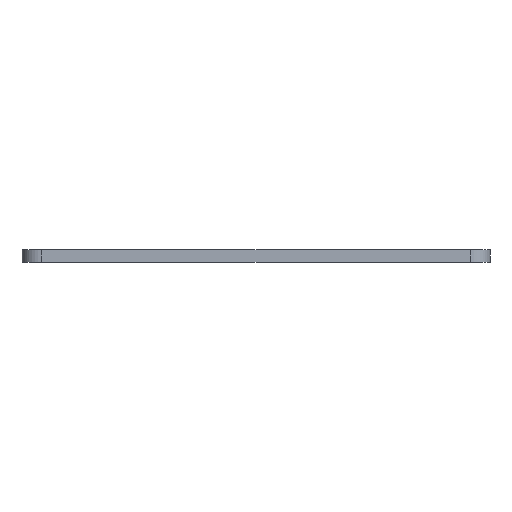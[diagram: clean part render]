
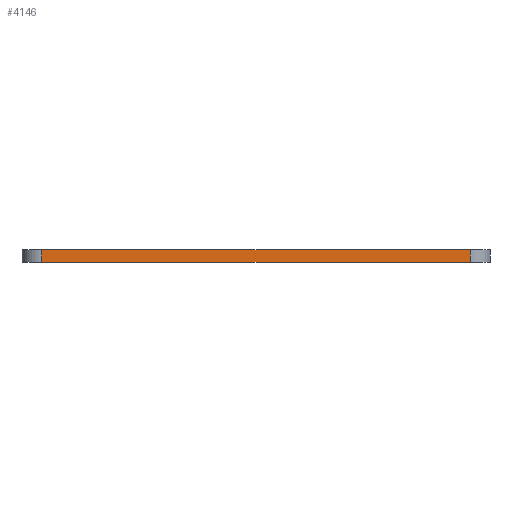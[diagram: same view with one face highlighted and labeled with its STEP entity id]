
A CAD part, front view. The second image highlights one B-rep face of the part: STEP entity #4146.
In plain terms, the highlighted planar face has unit normal (0, -1, 0).
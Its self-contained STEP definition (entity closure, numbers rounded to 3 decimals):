
#83 = PLANE('',#84);
#84 = AXIS2_PLACEMENT_3D('',#85,#86,#87);
#85 = CARTESIAN_POINT('',(148.439,-105.003,1.6));
#86 = DIRECTION('',(0.,0.,1.));
#87 = DIRECTION('',(1.,0.,-0.));
#137 = PLANE('',#138);
#138 = AXIS2_PLACEMENT_3D('',#139,#140,#141);
#139 = CARTESIAN_POINT('',(148.439,-105.003,0.));
#140 = DIRECTION('',(0.,0.,1.));
#141 = DIRECTION('',(1.,0.,-0.));
#388 = VERTEX_POINT('',#389);
#389 = CARTESIAN_POINT('',(120.879,-116.434,0.));
#404 = CYLINDRICAL_SURFACE('',#405,2.54);
#405 = AXIS2_PLACEMENT_3D('',#406,#407,#408);
#406 = CARTESIAN_POINT('',(120.879,-113.894,0.));
#407 = DIRECTION('',(-0.,-0.,-1.));
#408 = DIRECTION('',(1.,0.,-0.));
#416 = EDGE_CURVE('',#388,#417,#419,.T.);
#417 = VERTEX_POINT('',#418);
#418 = CARTESIAN_POINT('',(176.124,-116.434,0.));
#419 = SURFACE_CURVE('',#420,(#424,#431),.PCURVE_S1.);
#420 = LINE('',#421,#422);
#421 = CARTESIAN_POINT('',(120.879,-116.434,0.));
#422 = VECTOR('',#423,1.);
#423 = DIRECTION('',(1.,0.,0.));
#424 = PCURVE('',#137,#425);
#425 = DEFINITIONAL_REPRESENTATION('',(#426),#430);
#426 = LINE('',#427,#428);
#427 = CARTESIAN_POINT('',(-27.56,-11.43));
#428 = VECTOR('',#429,1.);
#429 = DIRECTION('',(1.,0.));
#430 = ( GEOMETRIC_REPRESENTATION_CONTEXT(2) 
PARAMETRIC_REPRESENTATION_CONTEXT() REPRESENTATION_CONTEXT('2D SPACE',''
  ) );
#431 = PCURVE('',#432,#437);
#432 = PLANE('',#433);
#433 = AXIS2_PLACEMENT_3D('',#434,#435,#436);
#434 = CARTESIAN_POINT('',(120.879,-116.434,0.));
#435 = DIRECTION('',(0.,1.,0.));
#436 = DIRECTION('',(1.,0.,0.));
#437 = DEFINITIONAL_REPRESENTATION('',(#438),#442);
#438 = LINE('',#439,#440);
#439 = CARTESIAN_POINT('',(0.,0.));
#440 = VECTOR('',#441,1.);
#441 = DIRECTION('',(1.,0.));
#442 = ( GEOMETRIC_REPRESENTATION_CONTEXT(2) 
PARAMETRIC_REPRESENTATION_CONTEXT() REPRESENTATION_CONTEXT('2D SPACE',''
  ) );
#461 = CYLINDRICAL_SURFACE('',#462,2.54);
#462 = AXIS2_PLACEMENT_3D('',#463,#464,#465);
#463 = CARTESIAN_POINT('',(176.124,-113.894,0.));
#464 = DIRECTION('',(-0.,-0.,-1.));
#465 = DIRECTION('',(1.,0.,-0.));
#2352 = VERTEX_POINT('',#2353);
#2353 = CARTESIAN_POINT('',(120.879,-116.434,1.6));
#2375 = EDGE_CURVE('',#2352,#2376,#2378,.T.);
#2376 = VERTEX_POINT('',#2377);
#2377 = CARTESIAN_POINT('',(176.124,-116.434,1.6));
#2378 = SURFACE_CURVE('',#2379,(#2383,#2390),.PCURVE_S1.);
#2379 = LINE('',#2380,#2381);
#2380 = CARTESIAN_POINT('',(120.879,-116.434,1.6));
#2381 = VECTOR('',#2382,1.);
#2382 = DIRECTION('',(1.,0.,0.));
#2383 = PCURVE('',#83,#2384);
#2384 = DEFINITIONAL_REPRESENTATION('',(#2385),#2389);
#2385 = LINE('',#2386,#2387);
#2386 = CARTESIAN_POINT('',(-27.56,-11.43));
#2387 = VECTOR('',#2388,1.);
#2388 = DIRECTION('',(1.,0.));
#2389 = ( GEOMETRIC_REPRESENTATION_CONTEXT(2) 
PARAMETRIC_REPRESENTATION_CONTEXT() REPRESENTATION_CONTEXT('2D SPACE',''
  ) );
#2390 = PCURVE('',#432,#2391);
#2391 = DEFINITIONAL_REPRESENTATION('',(#2392),#2396);
#2392 = LINE('',#2393,#2394);
#2393 = CARTESIAN_POINT('',(0.,-1.6));
#2394 = VECTOR('',#2395,1.);
#2395 = DIRECTION('',(1.,0.));
#2396 = ( GEOMETRIC_REPRESENTATION_CONTEXT(2) 
PARAMETRIC_REPRESENTATION_CONTEXT() REPRESENTATION_CONTEXT('2D SPACE',''
  ) );
#4096 = EDGE_CURVE('',#417,#2376,#4097,.T.);
#4097 = SURFACE_CURVE('',#4098,(#4102,#4109),.PCURVE_S1.);
#4098 = LINE('',#4099,#4100);
#4099 = CARTESIAN_POINT('',(176.124,-116.434,0.));
#4100 = VECTOR('',#4101,1.);
#4101 = DIRECTION('',(0.,0.,1.));
#4102 = PCURVE('',#461,#4103);
#4103 = DEFINITIONAL_REPRESENTATION('',(#4104),#4108);
#4104 = LINE('',#4105,#4106);
#4105 = CARTESIAN_POINT('',(-4.712,0.));
#4106 = VECTOR('',#4107,1.);
#4107 = DIRECTION('',(-0.,-1.));
#4108 = ( GEOMETRIC_REPRESENTATION_CONTEXT(2) 
PARAMETRIC_REPRESENTATION_CONTEXT() REPRESENTATION_CONTEXT('2D SPACE',''
  ) );
#4109 = PCURVE('',#432,#4110);
#4110 = DEFINITIONAL_REPRESENTATION('',(#4111),#4115);
#4111 = LINE('',#4112,#4113);
#4112 = CARTESIAN_POINT('',(55.245,0.));
#4113 = VECTOR('',#4114,1.);
#4114 = DIRECTION('',(0.,-1.));
#4115 = ( GEOMETRIC_REPRESENTATION_CONTEXT(2) 
PARAMETRIC_REPRESENTATION_CONTEXT() REPRESENTATION_CONTEXT('2D SPACE',''
  ) );
#4125 = EDGE_CURVE('',#388,#2352,#4126,.T.);
#4126 = SURFACE_CURVE('',#4127,(#4131,#4138),.PCURVE_S1.);
#4127 = LINE('',#4128,#4129);
#4128 = CARTESIAN_POINT('',(120.879,-116.434,0.));
#4129 = VECTOR('',#4130,1.);
#4130 = DIRECTION('',(0.,0.,1.));
#4131 = PCURVE('',#404,#4132);
#4132 = DEFINITIONAL_REPRESENTATION('',(#4133),#4137);
#4133 = LINE('',#4134,#4135);
#4134 = CARTESIAN_POINT('',(-4.712,0.));
#4135 = VECTOR('',#4136,1.);
#4136 = DIRECTION('',(-0.,-1.));
#4137 = ( GEOMETRIC_REPRESENTATION_CONTEXT(2) 
PARAMETRIC_REPRESENTATION_CONTEXT() REPRESENTATION_CONTEXT('2D SPACE',''
  ) );
#4138 = PCURVE('',#432,#4139);
#4139 = DEFINITIONAL_REPRESENTATION('',(#4140),#4144);
#4140 = LINE('',#4141,#4142);
#4141 = CARTESIAN_POINT('',(0.,0.));
#4142 = VECTOR('',#4143,1.);
#4143 = DIRECTION('',(0.,-1.));
#4144 = ( GEOMETRIC_REPRESENTATION_CONTEXT(2) 
PARAMETRIC_REPRESENTATION_CONTEXT() REPRESENTATION_CONTEXT('2D SPACE',''
  ) );
#4146 = ADVANCED_FACE('',(#4147),#432,.F.);
#4147 = FACE_BOUND('',#4148,.F.);
#4148 = EDGE_LOOP('',(#4149,#4150,#4151,#4152));
#4149 = ORIENTED_EDGE('',*,*,#4125,.T.);
#4150 = ORIENTED_EDGE('',*,*,#2375,.T.);
#4151 = ORIENTED_EDGE('',*,*,#4096,.F.);
#4152 = ORIENTED_EDGE('',*,*,#416,.F.);
